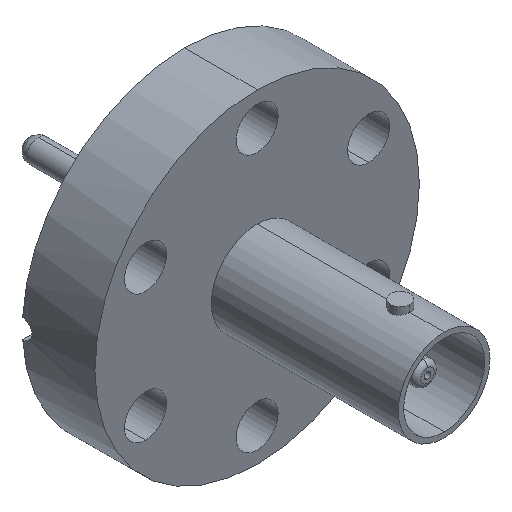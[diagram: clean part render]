
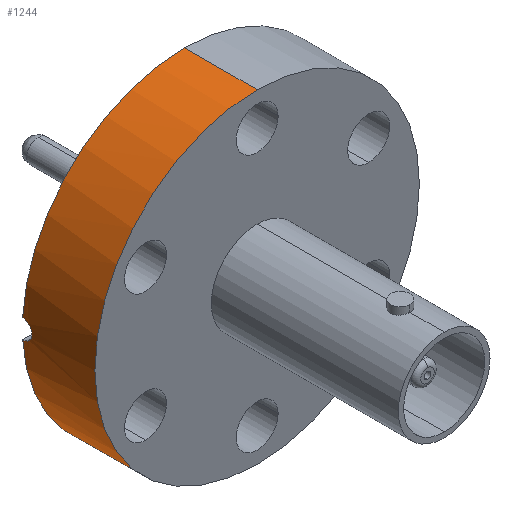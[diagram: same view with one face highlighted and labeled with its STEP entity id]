
A CAD part, isometric view. The second image highlights one B-rep face of the part: STEP entity #1244.
In plain terms, the highlighted cylindrical face has radius 17 mm (diameter 34 mm), a partial arc.
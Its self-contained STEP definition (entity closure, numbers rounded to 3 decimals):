
#37 = LINE ( 'NONE', #1080, #926 ) ;
#59 = CIRCLE ( 'NONE', #1044, 17. ) ;
#74 = CARTESIAN_POINT ( 'NONE',  ( -16.978, -0.521, -0.893 ) ) ;
#115 = CARTESIAN_POINT ( 'NONE',  ( 0., 0., 17. ) ) ;
#202 = DIRECTION ( 'NONE',  ( 0., 0., 1. ) ) ;
#211 = CARTESIAN_POINT ( 'NONE',  ( 0., -7.6, 17. ) ) ;
#219 = ORIENTED_EDGE ( 'NONE', *, *, #1358, .F. ) ;
#224 = CARTESIAN_POINT ( 'NONE',  ( -16.998, -0.974, -0.261 ) ) ;
#260 = CARTESIAN_POINT ( 'NONE',  ( 0., -7.6, 0. ) ) ;
#277 = CARTESIAN_POINT ( 'NONE',  ( -16.998, -0.974, 0.263 ) ) ;
#331 = DIRECTION ( 'NONE',  ( 0., 0., 1. ) ) ;
#526 = ORIENTED_EDGE ( 'NONE', *, *, #819, .T. ) ;
#560 = DIRECTION ( 'NONE',  ( 0., 1., 0. ) ) ;
#639 = CARTESIAN_POINT ( 'NONE',  ( -16.989, -0.799, 0.615 ) ) ;
#647 = DIRECTION ( 'NONE',  ( 0., 1., 0. ) ) ;
#716 = LINE ( 'NONE', #875, #1477 ) ;
#777 = B_SPLINE_CURVE_WITH_KNOTS ( 'NONE', 3,
 ( #1248, #803, #1939, #1241, #906, #639, #1149, #277, #1076, #2164, #224, #1413, #1316, #74, #943, #1926 ),
 .UNSPECIFIED., .F., .F.,
 ( 4, 2, 2, 2, 2, 2, 2, 4 ),
 ( 0., 0., 0.001, 0.001, 0.002, 0.002, 0.002, 0.003 ),
 .UNSPECIFIED. ) ;
#803 = CARTESIAN_POINT ( 'NONE',  ( -16.971, -0.132, 1. ) ) ;
#809 = CARTESIAN_POINT ( 'NONE',  ( 0., 0., 0. ) ) ;
#819 = EDGE_CURVE ( 'NONE', #1205, #1442, #777, .T. ) ;
#828 = AXIS2_PLACEMENT_3D ( 'NONE', #2086, #560, #888 ) ;
#852 = ORIENTED_EDGE ( 'NONE', *, *, #1536, .F. ) ;
#863 = VERTEX_POINT ( 'NONE', #1995 ) ;
#875 = CARTESIAN_POINT ( 'NONE',  ( 0., -7.6, 17. ) ) ;
#888 = DIRECTION ( 'NONE',  ( 0., 0., 1. ) ) ;
#899 = CARTESIAN_POINT ( 'NONE',  ( 0., 0., -17. ) ) ;
#906 = CARTESIAN_POINT ( 'NONE',  ( -16.981, -0.615, 0.799 ) ) ;
#926 = VECTOR ( 'NONE', #1767, 1000. ) ;
#943 = CARTESIAN_POINT ( 'NONE',  ( -16.971, -0.264, -1. ) ) ;
#1033 = CARTESIAN_POINT ( 'NONE',  ( -16.971, 0., -1. ) ) ;
#1044 = AXIS2_PLACEMENT_3D ( 'NONE', #1722, #1234, #202 ) ;
#1076 = CARTESIAN_POINT ( 'NONE',  ( -17., -1., 0.131 ) ) ;
#1080 = CARTESIAN_POINT ( 'NONE',  ( 0., -7.6, -17. ) ) ;
#1093 = EDGE_CURVE ( 'NONE', #1509, #1551, #716, .T. ) ;
#1138 = EDGE_CURVE ( 'NONE', #1205, #1551, #1366, .T. ) ;
#1149 = CARTESIAN_POINT ( 'NONE',  ( -16.993, -0.874, 0.503 ) ) ;
#1205 = VERTEX_POINT ( 'NONE', #1776 ) ;
#1222 = AXIS2_PLACEMENT_3D ( 'NONE', #809, #647, #331 ) ;
#1234 = DIRECTION ( 'NONE',  ( 0., 1., 0. ) ) ;
#1241 = CARTESIAN_POINT ( 'NONE',  ( -16.978, -0.504, 0.874 ) ) ;
#1244 = ADVANCED_FACE ( 'NONE', ( #1984 ), #2123, .T. ) ;
#1248 = CARTESIAN_POINT ( 'NONE',  ( -16.971, 0., 1. ) ) ;
#1316 = CARTESIAN_POINT ( 'NONE',  ( -16.989, -0.801, -0.613 ) ) ;
#1358 = EDGE_CURVE ( 'NONE', #1465, #1442, #2006, .T. ) ;
#1366 = CIRCLE ( 'NONE', #828, 17. ) ;
#1400 = AXIS2_PLACEMENT_3D ( 'NONE', #260, #1655, #1621 ) ;
#1413 = CARTESIAN_POINT ( 'NONE',  ( -16.993, -0.874, -0.503 ) ) ;
#1424 = ORIENTED_EDGE ( 'NONE', *, *, #1093, .T. ) ;
#1442 = VERTEX_POINT ( 'NONE', #1033 ) ;
#1465 = VERTEX_POINT ( 'NONE', #899 ) ;
#1477 = VECTOR ( 'NONE', #1747, 1000. ) ;
#1491 = EDGE_CURVE ( 'NONE', #863, #1509, #59, .T. ) ;
#1509 = VERTEX_POINT ( 'NONE', #211 ) ;
#1536 = EDGE_CURVE ( 'NONE', #863, #1465, #37, .T. ) ;
#1551 = VERTEX_POINT ( 'NONE', #115 ) ;
#1621 = DIRECTION ( 'NONE',  ( 0., 0., 1. ) ) ;
#1655 = DIRECTION ( 'NONE',  ( 0., 1., 0. ) ) ;
#1722 = CARTESIAN_POINT ( 'NONE',  ( 0., -7.6, 0. ) ) ;
#1747 = DIRECTION ( 'NONE',  ( 0., 1., 0. ) ) ;
#1767 = DIRECTION ( 'NONE',  ( 0., 1., 0. ) ) ;
#1776 = CARTESIAN_POINT ( 'NONE',  ( -16.971, 0., 1. ) ) ;
#1926 = CARTESIAN_POINT ( 'NONE',  ( -16.971, 0., -1. ) ) ;
#1939 = CARTESIAN_POINT ( 'NONE',  ( -16.972, -0.262, 0.974 ) ) ;
#1984 = FACE_OUTER_BOUND ( 'NONE', #2020, .T. ) ;
#1995 = CARTESIAN_POINT ( 'NONE',  ( 0., -7.6, -17. ) ) ;
#2006 = CIRCLE ( 'NONE', #1222, 17. ) ;
#2020 = EDGE_LOOP ( 'NONE', ( #852, #2126, #1424, #2118, #526, #219 ) ) ;
#2086 = CARTESIAN_POINT ( 'NONE',  ( 0., 0., 0. ) ) ;
#2118 = ORIENTED_EDGE ( 'NONE', *, *, #1138, .F. ) ;
#2123 = CYLINDRICAL_SURFACE ( 'NONE', #1400, 17. ) ;
#2126 = ORIENTED_EDGE ( 'NONE', *, *, #1491, .T. ) ;
#2164 = CARTESIAN_POINT ( 'NONE',  ( -17., -1., -0.13 ) ) ;
